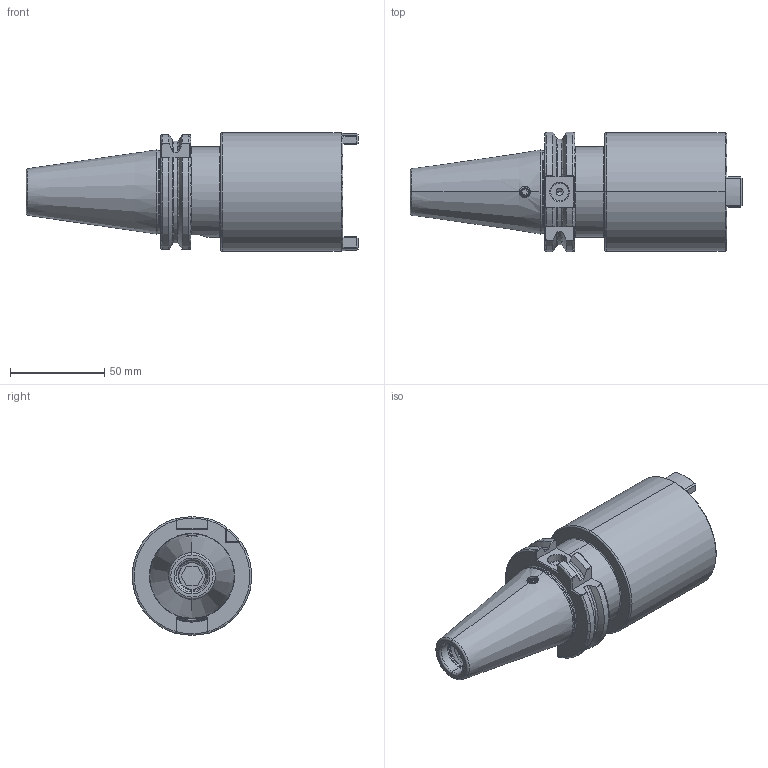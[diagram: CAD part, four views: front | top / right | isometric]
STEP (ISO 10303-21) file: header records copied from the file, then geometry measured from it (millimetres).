
FILE_DESCRIPTION (( 'STEP AP203' ), '1' );
FILE_NAME ('402.09.40.STEP', '2016-07-19T09:26:36', ( '' ), ( '' ), 'SwSTEP 2.0', 'SolidWorks 2012', '' );
FILE_SCHEMA (( 'CONFIG_CONTROL_DESIGN' ));
Products named in the file (5): 402.09.40; 2-01150002C1_M5xP0.8-6L; 2-41371004AF_M26xP1.5_13L; 2-01130035_M16xP2-70L
Assembly tree (4 placements, depth 2):
  402.09.40
    402.09.40
    2-01130035_M16xP2-70L
    2-41371004AF_M26xP1.5_13L
    2-01150002C1_M5xP0.8-6L
Bounding box: 176.4 x 63.33 x 63 mm (x, y, z)
Volume: 258526.4 mm3; surface area: 59939.8 mm2
Topology: 4 solids, 4 shells, 469 faces, 1258 edges, 792 vertices
Faces by surface type: cylinder 198, plane 108, bspline 63, cone 62, torus 38
Entity records: 59962 total; most frequent: CARTESIAN_POINT 49406, ORIENTED_EDGE 2492, DIRECTION 1679, EDGE_CURVE 1246, VERTEX_POINT 792, AXIS2_PLACEMENT_3D 631, EDGE_LOOP 484, ADVANCED_FACE 469
